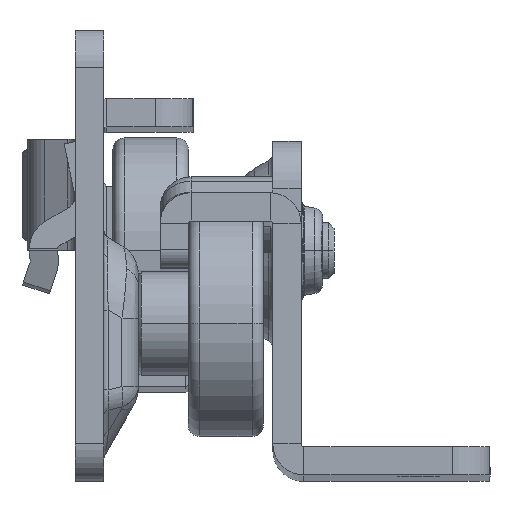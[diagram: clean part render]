
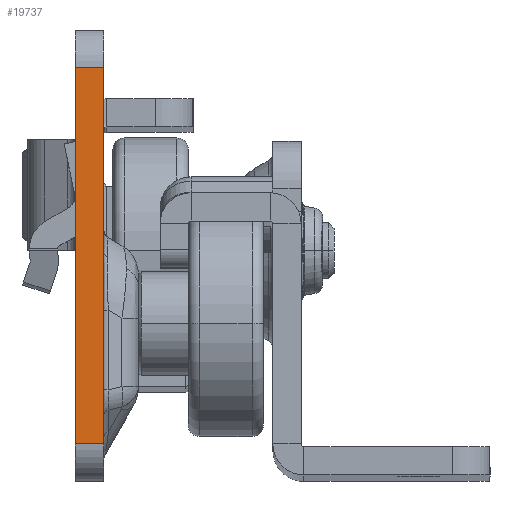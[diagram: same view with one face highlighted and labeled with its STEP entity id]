
A CAD part, top view. The second image highlights one B-rep face of the part: STEP entity #19737.
In plain terms, the highlighted planar face has unit normal (0, 0, 1).
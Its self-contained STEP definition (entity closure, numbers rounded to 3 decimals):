
#465 = CARTESIAN_POINT ( 'NONE',  ( -3., -29.094, 0. ) ) ;
#1173 = VERTEX_POINT ( 'NONE', #3197 ) ;
#1718 = VERTEX_POINT ( 'NONE', #15300 ) ;
#2305 = VERTEX_POINT ( 'NONE', #27173 ) ;
#2337 = PLANE ( 'NONE',  #24219 ) ;
#2984 = CARTESIAN_POINT ( 'NONE',  ( -3., 18.3, 0. ) ) ;
#3023 = EDGE_CURVE ( 'NONE', #17931, #2305, #11934, .T. ) ;
#3197 = CARTESIAN_POINT ( 'NONE',  ( 0., -21.7, 0. ) ) ;
#5936 = DIRECTION ( 'NONE',  ( 0., -1., 0. ) ) ;
#7120 = VECTOR ( 'NONE', #20331, 1000. ) ;
#7294 = CARTESIAN_POINT ( 'NONE',  ( -3., -29.094, 0. ) ) ;
#9278 = LINE ( 'NONE', #7294, #7120 ) ;
#10529 = VECTOR ( 'NONE', #5936, 1000. ) ;
#11137 = DIRECTION ( 'NONE',  ( 1., 0., 0. ) ) ;
#11278 = ORIENTED_EDGE ( 'NONE', *, *, #17303, .F. ) ;
#11370 = DIRECTION ( 'NONE',  ( 1., 0., 0. ) ) ;
#11934 = LINE ( 'NONE', #2984, #18691 ) ;
#13627 = CARTESIAN_POINT ( 'NONE',  ( -122.719, -21.7, 0. ) ) ;
#14105 = EDGE_CURVE ( 'NONE', #17931, #1718, #9278, .T. ) ;
#15300 = CARTESIAN_POINT ( 'NONE',  ( -3., -21.7, 0. ) ) ;
#15558 = VECTOR ( 'NONE', #11370, 1000. ) ;
#16116 = ORIENTED_EDGE ( 'NONE', *, *, #14105, .T. ) ;
#16720 = CARTESIAN_POINT ( 'NONE',  ( 0., -29.094, 0. ) ) ;
#17115 = ORIENTED_EDGE ( 'NONE', *, *, #3023, .F. ) ;
#17303 = EDGE_CURVE ( 'NONE', #2305, #1173, #20832, .T. ) ;
#17644 = DIRECTION ( 'NONE',  ( 0., 0., 1. ) ) ;
#17931 = VERTEX_POINT ( 'NONE', #20398 ) ;
#18691 = VECTOR ( 'NONE', #20582, 1000. ) ;
#19737 = ADVANCED_FACE ( 'NONE', ( #24194 ), #2337, .T. ) ;
#20331 = DIRECTION ( 'NONE',  ( 0., -1., 0. ) ) ;
#20398 = CARTESIAN_POINT ( 'NONE',  ( -3., 18.3, 0. ) ) ;
#20582 = DIRECTION ( 'NONE',  ( 1., 0., 0. ) ) ;
#20832 = LINE ( 'NONE', #16720, #10529 ) ;
#22116 = ORIENTED_EDGE ( 'NONE', *, *, #25881, .T. ) ;
#22141 = LINE ( 'NONE', #13627, #15558 ) ;
#24194 = FACE_OUTER_BOUND ( 'NONE', #28039, .T. ) ;
#24219 = AXIS2_PLACEMENT_3D ( 'NONE', #465, #17644, #11137 ) ;
#25881 = EDGE_CURVE ( 'NONE', #1718, #1173, #22141, .T. ) ;
#27173 = CARTESIAN_POINT ( 'NONE',  ( 0., 18.3, 0. ) ) ;
#28039 = EDGE_LOOP ( 'NONE', ( #11278, #17115, #16116, #22116 ) ) ;
